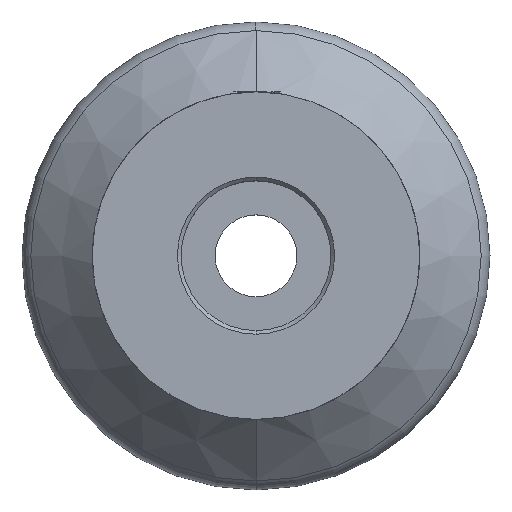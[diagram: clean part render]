
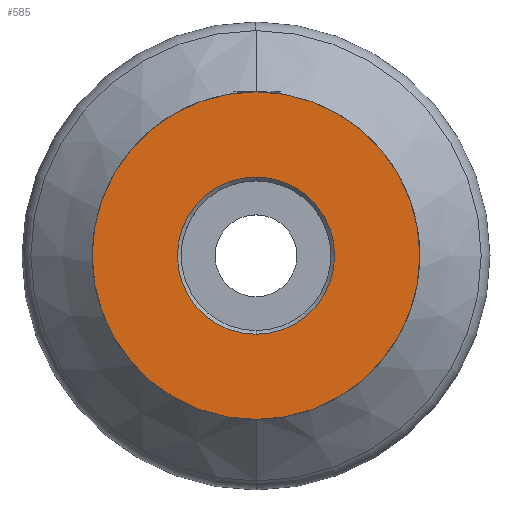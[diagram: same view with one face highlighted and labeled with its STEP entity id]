
A CAD part, top view. The second image highlights one B-rep face of the part: STEP entity #585.
In plain terms, the highlighted planar face has unit normal (0, 0, 1).
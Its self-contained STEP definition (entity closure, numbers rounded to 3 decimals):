
#333=VERTEX_POINT('',#792);
#351=EDGE_CURVE('',#369,#591,#811,.T.);
#369=VERTEX_POINT('',#833);
#479=EDGE_CURVE('',#591,#369,#952,.T.);
#535=EDGE_CURVE('',#333,#583,#1017,.T.);
#583=VERTEX_POINT('',#1070);
#585=ADVANCED_FACE('',(#1072,#1073),#1074,.T.);
#591=VERTEX_POINT('',#1081);
#655=EDGE_CURVE('',#583,#333,#1153,.T.);
#792=CARTESIAN_POINT('',(0.0,35.0,0.0));
#811=CIRCLE('',#1491,16.8);
#833=CARTESIAN_POINT('',(0.,-16.8,0.0));
#952=CIRCLE('',#1731,16.8);
#1017=CIRCLE('',#1899,35.0);
#1070=CARTESIAN_POINT('',(0.,-35.0,0.0));
#1072=FACE_BOUND('',#2047,.T.);
#1073=FACE_OUTER_BOUND('',#2048,.T.);
#1074=PLANE('',#2049);
#1081=CARTESIAN_POINT('',(0.0,16.8,0.0));
#1153=CIRCLE('',#2179,35.0);
#1491=AXIS2_PLACEMENT_3D('',#2328,#2329,#2330);
#1731=AXIS2_PLACEMENT_3D('',#2500,#2501,#2502);
#1899=AXIS2_PLACEMENT_3D('',#2598,#2599,#2600);
#2047=EDGE_LOOP('',(#2657,#2658));
#2048=EDGE_LOOP('',(#2659,#2660));
#2049=AXIS2_PLACEMENT_3D('',#2661,#2662,#2663);
#2179=AXIS2_PLACEMENT_3D('',#2767,#2768,#2769);
#2328=CARTESIAN_POINT('',(0.0,0.0,0.0));
#2329=DIRECTION('',(-0.0,0.0,-1.0));
#2330=DIRECTION('',(0.0,1.0,0.0));
#2500=CARTESIAN_POINT('',(0.0,0.0,0.0));
#2501=DIRECTION('',(-0.0,0.0,-1.0));
#2502=DIRECTION('',(0.0,1.0,0.0));
#2598=CARTESIAN_POINT('',(0.0,0.0,0.0));
#2599=DIRECTION('',(0.0,0.0,-1.0));
#2600=DIRECTION('',(0.0,1.0,0.0));
#2657=ORIENTED_EDGE('',*,*,#479,.T.);
#2658=ORIENTED_EDGE('',*,*,#351,.T.);
#2659=ORIENTED_EDGE('',*,*,#535,.F.);
#2660=ORIENTED_EDGE('',*,*,#655,.F.);
#2661=CARTESIAN_POINT('',(0.0,17.5,0.0));
#2662=DIRECTION('',(-0.0,0.0,1.0));
#2663=DIRECTION('',(0.0,-1.0,0.0));
#2767=CARTESIAN_POINT('',(0.0,0.0,0.0));
#2768=DIRECTION('',(0.0,0.0,-1.0));
#2769=DIRECTION('',(0.0,1.0,0.0));
